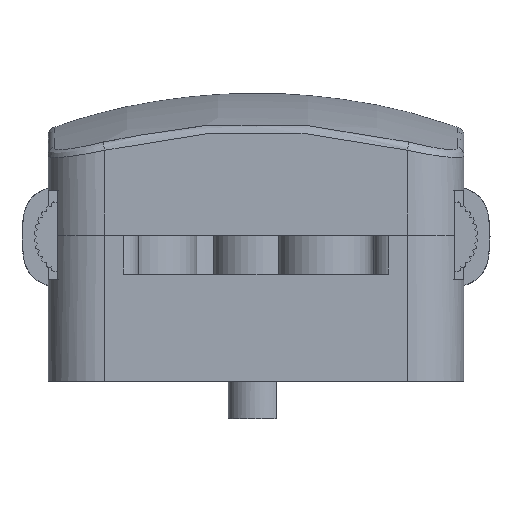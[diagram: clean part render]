
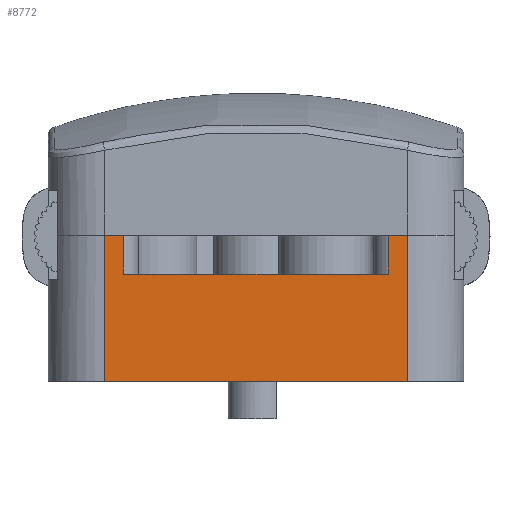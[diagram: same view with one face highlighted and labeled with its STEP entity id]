
A CAD part, front view. The second image highlights one B-rep face of the part: STEP entity #8772.
In plain terms, the highlighted planar face has unit normal (0, -1, 0).
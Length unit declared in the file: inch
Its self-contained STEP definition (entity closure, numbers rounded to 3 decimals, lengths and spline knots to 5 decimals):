
#719=FACE_OUTER_BOUND('',#1215,.T.);
#1215=EDGE_LOOP('',(#6311,#6312,#6313,#6314,#6315,#6316,#6317,#6318));
#1835=LINE('',#13118,#2784);
#1839=LINE('',#13126,#2788);
#1873=LINE('',#13208,#2822);
#1882=LINE('',#13236,#2831);
#1917=LINE('',#13307,#2866);
#1918=LINE('',#13308,#2867);
#1919=LINE('',#13310,#2868);
#1920=LINE('',#13311,#2869);
#2784=VECTOR('',#10512,39.37008);
#2788=VECTOR('',#10518,39.37008);
#2822=VECTOR('',#10578,39.37008);
#2831=VECTOR('',#10599,39.37008);
#2866=VECTOR('',#10666,39.37008);
#2867=VECTOR('',#10667,39.37008);
#2868=VECTOR('',#10668,39.37008);
#2869=VECTOR('',#10669,39.37008);
#3708=VERTEX_POINT('',#13115);
#3709=VERTEX_POINT('',#13117);
#3711=VERTEX_POINT('',#13123);
#3712=VERTEX_POINT('',#13125);
#3746=VERTEX_POINT('',#13205);
#3747=VERTEX_POINT('',#13207);
#3760=VERTEX_POINT('',#13234);
#3781=VERTEX_POINT('',#13309);
#4651=EDGE_CURVE('',#3709,#3708,#1835,.T.);
#4655=EDGE_CURVE('',#3711,#3712,#1839,.T.);
#4695=EDGE_CURVE('',#3747,#3746,#1873,.T.);
#4709=EDGE_CURVE('',#3760,#3708,#1882,.T.);
#4750=EDGE_CURVE('',#3709,#3711,#1917,.T.);
#4751=EDGE_CURVE('',#3760,#3747,#1918,.T.);
#4752=EDGE_CURVE('',#3746,#3781,#1919,.T.);
#4753=EDGE_CURVE('',#3712,#3781,#1920,.T.);
#6311=ORIENTED_EDGE('',*,*,#4750,.F.);
#6312=ORIENTED_EDGE('',*,*,#4651,.T.);
#6313=ORIENTED_EDGE('',*,*,#4709,.F.);
#6314=ORIENTED_EDGE('',*,*,#4751,.T.);
#6315=ORIENTED_EDGE('',*,*,#4695,.T.);
#6316=ORIENTED_EDGE('',*,*,#4752,.T.);
#6317=ORIENTED_EDGE('',*,*,#4753,.F.);
#6318=ORIENTED_EDGE('',*,*,#4655,.F.);
#8418=PLANE('',#9444);
#8772=ADVANCED_FACE('',(#719),#8418,.F.);
#9444=AXIS2_PLACEMENT_3D('',#13306,#10664,#10665);
#10512=DIRECTION('',(0.,0.,1.));
#10518=DIRECTION('',(0.,0.,1.));
#10578=DIRECTION('',(1.,0.,0.));
#10599=DIRECTION('',(1.,0.,0.));
#10664=DIRECTION('center_axis',(0.,1.,0.));
#10665=DIRECTION('ref_axis',(0.,0.,1.));
#10666=DIRECTION('',(1.,0.,0.));
#10667=DIRECTION('',(0.,0.,-1.));
#10668=DIRECTION('',(0.,0.,1.));
#10669=DIRECTION('',(1.,0.,0.));
#13115=CARTESIAN_POINT('',(-0.932,-1.6,1.03));
#13117=CARTESIAN_POINT('',(-0.932,-1.6,0.756));
#13118=CARTESIAN_POINT('',(-0.932,-1.6,0.4));
#13123=CARTESIAN_POINT('',(0.932,-1.6,0.756));
#13125=CARTESIAN_POINT('',(0.932,-1.6,1.03));
#13126=CARTESIAN_POINT('',(0.932,-1.6,0.4));
#13205=CARTESIAN_POINT('',(1.065,-1.6,0.));
#13207=CARTESIAN_POINT('',(-1.065,-1.6,0.));
#13208=CARTESIAN_POINT('',(0.,-1.6,0.));
#13234=CARTESIAN_POINT('',(-1.065,-1.6,1.03));
#13236=CARTESIAN_POINT('',(0.,-1.6,1.03));
#13306=CARTESIAN_POINT('Origin',(0.,-1.6,1.03));
#13307=CARTESIAN_POINT('',(0.932,-1.6,0.756));
#13308=CARTESIAN_POINT('',(-1.065,-1.6,1.03));
#13309=CARTESIAN_POINT('',(1.065,-1.6,1.03));
#13310=CARTESIAN_POINT('',(1.065,-1.6,1.03));
#13311=CARTESIAN_POINT('',(0.,-1.6,1.03));
